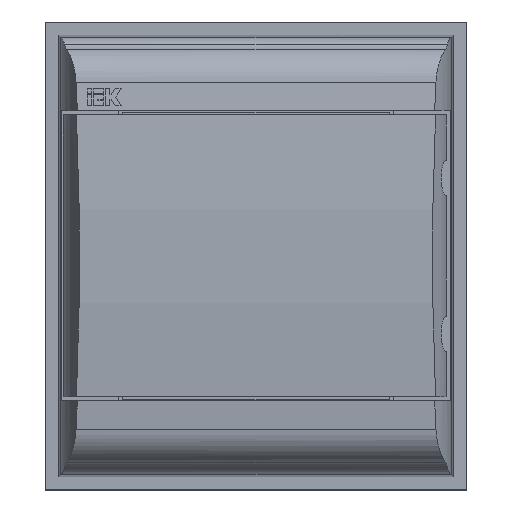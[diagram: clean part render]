
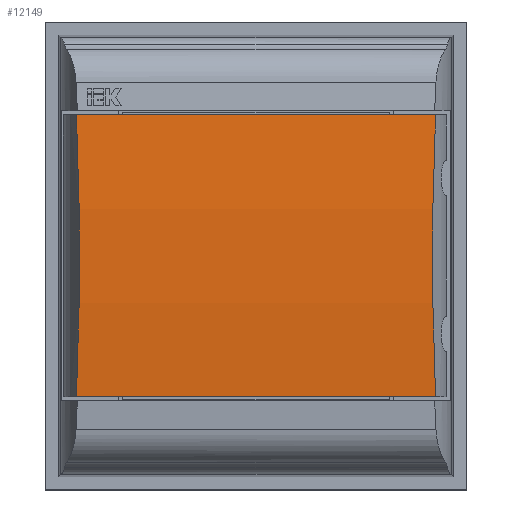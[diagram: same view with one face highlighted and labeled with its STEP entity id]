
A CAD part, top view. The second image highlights one B-rep face of the part: STEP entity #12149.
In plain terms, the highlighted cylindrical face has radius 600 mm (diameter 1200 mm), a partial arc.
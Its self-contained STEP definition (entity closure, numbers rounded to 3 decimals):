
#1645 = ORIENTED_EDGE ( 'NONE', *, *, #42291, .T. ) ;
#4650 = CYLINDRICAL_SURFACE ( 'NONE', #35875, 600. ) ;
#5715 = DIRECTION ( 'NONE',  ( 1., 0., 0. ) ) ;
#6219 = LINE ( 'NONE', #34072, #25197 ) ;
#6436 = CARTESIAN_POINT ( 'NONE',  ( -68.394, -36.133, 106.379 ) ) ;
#7232 = LINE ( 'NONE', #13817, #45153 ) ;
#10228 = CARTESIAN_POINT ( 'NONE',  ( -67.992, -18.067, 107.196 ) ) ;
#11950 = VERTEX_POINT ( 'NONE', #19164 ) ;
#12149 = ADVANCED_FACE ( 'NONE', ( #34909 ), #4650, .T. ) ;
#13817 = CARTESIAN_POINT ( 'NONE',  ( -74.053, -54.2, 104.947 ) ) ;
#13983 = EDGE_CURVE ( 'NONE', #48268, #40954, #43400, .T. ) ;
#14045 = CARTESIAN_POINT ( 'NONE',  ( -67.992, 18.067, 107.196 ) ) ;
#14098 = CARTESIAN_POINT ( 'NONE',  ( 67.992, 18.067, 107.196 ) ) ;
#14357 = ORIENTED_EDGE ( 'NONE', *, *, #13983, .F. ) ;
#14852 = EDGE_CURVE ( 'NONE', #40954, #21991, #6219, .T. ) ;
#16963 = CARTESIAN_POINT ( 'NONE',  ( -74.053, 0., -492.6 ) ) ;
#17715 = CARTESIAN_POINT ( 'NONE',  ( 68.691, 45.167, 105.766 ) ) ;
#17844 = CARTESIAN_POINT ( 'NONE',  ( -68.691, 45.167, 105.766 ) ) ;
#17891 = CARTESIAN_POINT ( 'NONE',  ( 67.992, -18.067, 107.196 ) ) ;
#19164 = CARTESIAN_POINT ( 'NONE',  ( 69.06, -54.2, 104.947 ) ) ;
#21730 = CARTESIAN_POINT ( 'NONE',  ( 68.691, -45.167, 105.766 ) ) ;
#21991 = VERTEX_POINT ( 'NONE', #25789 ) ;
#25197 = VECTOR ( 'NONE', #37863, 1000. ) ;
#25789 = CARTESIAN_POINT ( 'NONE',  ( 69.06, 54.2, 104.947 ) ) ;
#28440 = DIRECTION ( 'NONE',  ( 0., 0., -1. ) ) ;
#32793 = ORIENTED_EDGE ( 'NONE', *, *, #14852, .F. ) ;
#32959 = CARTESIAN_POINT ( 'NONE',  ( -68.691, -45.167, 105.766 ) ) ;
#33016 = CARTESIAN_POINT ( 'NONE',  ( 69.06, 54.2, 104.947 ) ) ;
#34072 = CARTESIAN_POINT ( 'NONE',  ( -74.053, 54.2, 104.947 ) ) ;
#34111 = EDGE_CURVE ( 'NONE', #21991, #11950, #43060, .T. ) ;
#34909 = FACE_OUTER_BOUND ( 'NONE', #38841, .T. ) ;
#35875 = AXIS2_PLACEMENT_3D ( 'NONE', #16963, #5715, #28440 ) ;
#36776 = CARTESIAN_POINT ( 'NONE',  ( -67.783, 0., 107.604 ) ) ;
#36797 = CARTESIAN_POINT ( 'NONE',  ( -69.06, -54.2, 104.947 ) ) ;
#36832 = CARTESIAN_POINT ( 'NONE',  ( 68.394, 36.133, 106.379 ) ) ;
#37863 = DIRECTION ( 'NONE',  ( 1., 0., 0. ) ) ;
#38841 = EDGE_LOOP ( 'NONE', ( #39999, #32793, #14357, #1645 ) ) ;
#39999 = ORIENTED_EDGE ( 'NONE', *, *, #34111, .F. ) ;
#40543 = CARTESIAN_POINT ( 'NONE',  ( -68.394, 36.133, 106.379 ) ) ;
#40594 = CARTESIAN_POINT ( 'NONE',  ( 67.783, 0., 107.604 ) ) ;
#40954 = VERTEX_POINT ( 'NONE', #45314 ) ;
#42291 = EDGE_CURVE ( 'NONE', #48268, #11950, #7232, .T. ) ;
#43060 = B_SPLINE_CURVE_WITH_KNOTS ( 'NONE', 3,
 ( #33016, #17715, #36832, #14098, #40594, #17891, #44413, #21730, #48233 ),
 .UNSPECIFIED., .F., .F.,
 ( 4, 2, 1, 2, 4 ),
 ( 0., 0.027, 0.054, 0.081, 0.108 ),
 .UNSPECIFIED. ) ;
#43400 = B_SPLINE_CURVE_WITH_KNOTS ( 'NONE', 3,
 ( #44197, #32959, #6436, #10228, #36776, #14045, #40543, #17844, #44369 ),
 .UNSPECIFIED., .F., .F.,
 ( 4, 2, 1, 2, 4 ),
 ( 0., 0.027, 0.054, 0.081, 0.108 ),
 .UNSPECIFIED. ) ;
#44139 = DIRECTION ( 'NONE',  ( 1., 0., 0. ) ) ;
#44197 = CARTESIAN_POINT ( 'NONE',  ( -69.06, -54.2, 104.947 ) ) ;
#44369 = CARTESIAN_POINT ( 'NONE',  ( -69.06, 54.2, 104.947 ) ) ;
#44413 = CARTESIAN_POINT ( 'NONE',  ( 68.394, -36.133, 106.379 ) ) ;
#45153 = VECTOR ( 'NONE', #44139, 1000. ) ;
#45314 = CARTESIAN_POINT ( 'NONE',  ( -69.06, 54.2, 104.947 ) ) ;
#48233 = CARTESIAN_POINT ( 'NONE',  ( 69.06, -54.2, 104.947 ) ) ;
#48268 = VERTEX_POINT ( 'NONE', #36797 ) ;
